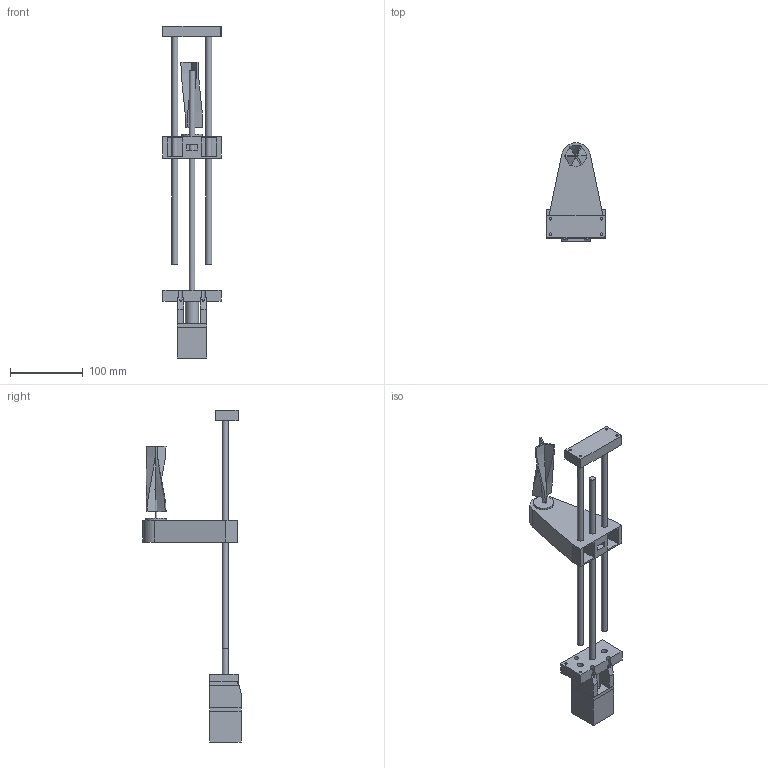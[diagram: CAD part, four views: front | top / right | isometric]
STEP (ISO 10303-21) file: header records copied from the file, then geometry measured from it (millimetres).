
FILE_DESCRIPTION(/* description */ (''),/* implementation_level */ '2;1');
FILE_NAME(/* name */ 'Z-mixerv22.step',/* time_stamp */ '2019-05-07T14:03:05+02:00',/* author */ ('luc.hanneuse'),/* organization */ (''),/* preprocessor_version */ 'ST-DEVELOPER v18',/* originating_system */ 'Autodesk Translation Framework v8.2.0.1029',/* authorisation */ '');
FILE_SCHEMA (('AUTOMOTIVE_DESIGN { 1 0 10303 214 3 1 1 }'));
Length unit declared in the file: millimetre
Products named in the file (11): Z-mixer; moteur; tige_moteur; pales; slide; fin_slide; filletage; coupleur; moteur_nema; nema_fixe; fin_slide_nema
Assembly tree (10 placements, depth 3):
  Z-mixer
    moteur
    tige_moteur
      pales
    slide
    fin_slide
    filletage
    coupleur
    moteur_nema
    nema_fixe
      fin_slide_nema
Bounding box: 80 x 134.64 x 455.87 mm (x, y, z)
Volume: 431671.7 mm3; surface area: 122920.3 mm2
Topology: 15 solids, 15 shells, 156 faces, 355 edges, 237 vertices
Faces by surface type: plane 101, cylinder 42, bspline 13
Full cylindrical faces by diameter (mm): 2.1 x1, 2.2 x1, 3 x4, 3.2 x6, 6 x1, 6.5 x4, 8 x1, 8.4 x14, 10 x1, 18 x1, 22 x2, 28.4 x2
Entity records: 5069 total; most frequent: CARTESIAN_POINT 1097, DIRECTION 749, ORIENTED_EDGE 710, EDGE_CURVE 355, AXIS2_PLACEMENT_3D 257, VERTEX_POINT 237, LINE 235, VECTOR 235
